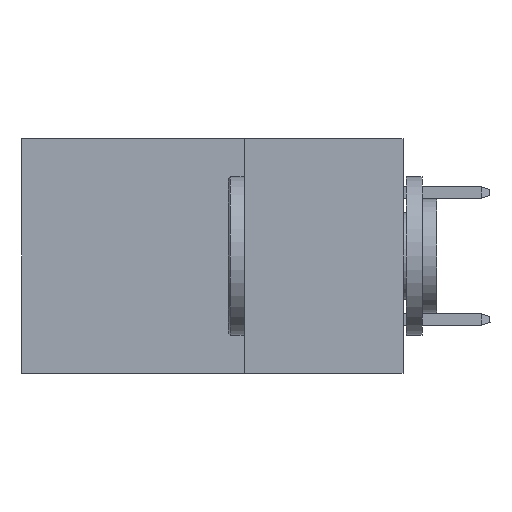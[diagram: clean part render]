
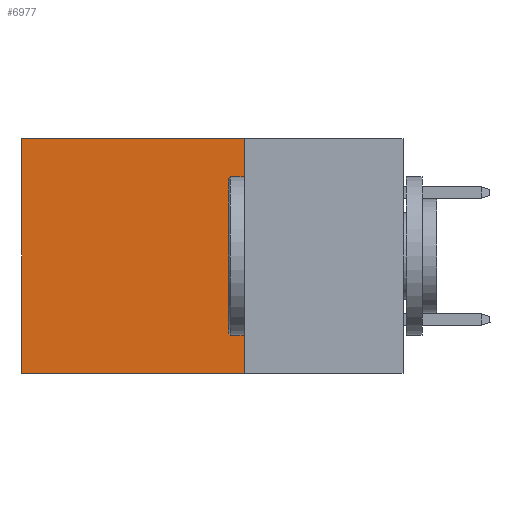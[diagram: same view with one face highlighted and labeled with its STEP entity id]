
A CAD part, left-side view. The second image highlights one B-rep face of the part: STEP entity #6977.
In plain terms, the highlighted planar face has unit normal (-1, 0, 0).
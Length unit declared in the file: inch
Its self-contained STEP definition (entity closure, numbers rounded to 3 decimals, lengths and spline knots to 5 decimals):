
#45 = CARTESIAN_POINT ( 'NONE',  ( 0.2875, 0.6, -0.37 ) ) ;
#681 = CARTESIAN_POINT ( 'NONE',  ( 0.2875, 0.25, -0.37 ) ) ;
#1109 = CARTESIAN_POINT ( 'NONE',  ( 0.2875, 0.6, 0. ) ) ;
#1293 = CARTESIAN_POINT ( 'NONE',  ( 0.2875, 0.25, -0.37 ) ) ;
#1298 = PLANE ( 'NONE',  #12857 ) ;
#1511 = ORIENTED_EDGE ( 'NONE', *, *, #22418, .T. ) ;
#1520 = CARTESIAN_POINT ( 'NONE',  ( 0.2875, 0.6, 0. ) ) ;
#2349 = EDGE_CURVE ( 'NONE', #13280, #15610, #12640, .T. ) ;
#4832 = ORIENTED_EDGE ( 'NONE', *, *, #20295, .T. ) ;
#5186 = VERTEX_POINT ( 'NONE', #1109 ) ;
#5728 = EDGE_CURVE ( 'NONE', #15610, #18664, #6257, .T. ) ;
#6257 = LINE ( 'NONE', #1293, #15743 ) ;
#6977 = ADVANCED_FACE ( 'NONE', ( #20464 ), #1298, .F. ) ;
#7378 = VECTOR ( 'NONE', #12673, 39.37008 ) ;
#7430 = CARTESIAN_POINT ( 'NONE',  ( 0.2875, 0.25, 0. ) ) ;
#8317 = ORIENTED_EDGE ( 'NONE', *, *, #5728, .F. ) ;
#10488 = LINE ( 'NONE', #1520, #16425 ) ;
#10877 = VECTOR ( 'NONE', #21798, 39.37008 ) ;
#12609 = EDGE_LOOP ( 'NONE', ( #4832, #8317, #14816, #1511 ) ) ;
#12640 = LINE ( 'NONE', #18267, #10877 ) ;
#12673 = DIRECTION ( 'NONE',  ( 0., 1., 0. ) ) ;
#12857 = AXIS2_PLACEMENT_3D ( 'NONE', #15313, #22287, #21955 ) ;
#13280 = VERTEX_POINT ( 'NONE', #14355 ) ;
#14355 = CARTESIAN_POINT ( 'NONE',  ( 0.2875, 0.25, 0. ) ) ;
#14816 = ORIENTED_EDGE ( 'NONE', *, *, #2349, .F. ) ;
#15313 = CARTESIAN_POINT ( 'NONE',  ( 0.2875, 0.25, 0. ) ) ;
#15610 = VERTEX_POINT ( 'NONE', #681 ) ;
#15743 = VECTOR ( 'NONE', #18429, 39.37008 ) ;
#16425 = VECTOR ( 'NONE', #22493, 39.37008 ) ;
#18267 = CARTESIAN_POINT ( 'NONE',  ( 0.2875, 0.25, 0. ) ) ;
#18429 = DIRECTION ( 'NONE',  ( 0., 1., 0. ) ) ;
#18664 = VERTEX_POINT ( 'NONE', #45 ) ;
#20295 = EDGE_CURVE ( 'NONE', #5186, #18664, #10488, .T. ) ;
#20464 = FACE_OUTER_BOUND ( 'NONE', #12609, .T. ) ;
#21494 = LINE ( 'NONE', #7430, #7378 ) ;
#21798 = DIRECTION ( 'NONE',  ( 0., 0., -1. ) ) ;
#21955 = DIRECTION ( 'NONE',  ( 0., 0., -1. ) ) ;
#22287 = DIRECTION ( 'NONE',  ( 1., 0., 0. ) ) ;
#22418 = EDGE_CURVE ( 'NONE', #13280, #5186, #21494, .T. ) ;
#22493 = DIRECTION ( 'NONE',  ( 0., 0., -1. ) ) ;
